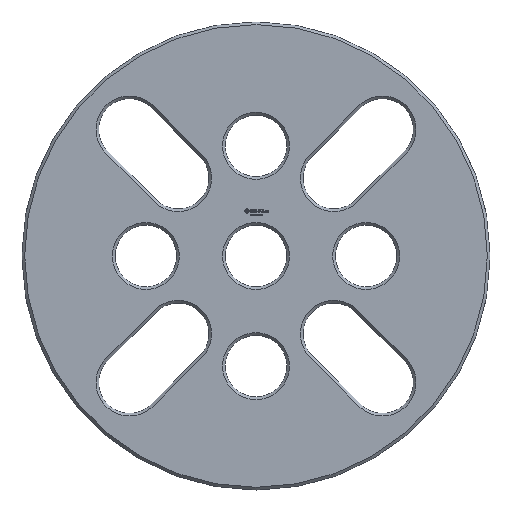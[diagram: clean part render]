
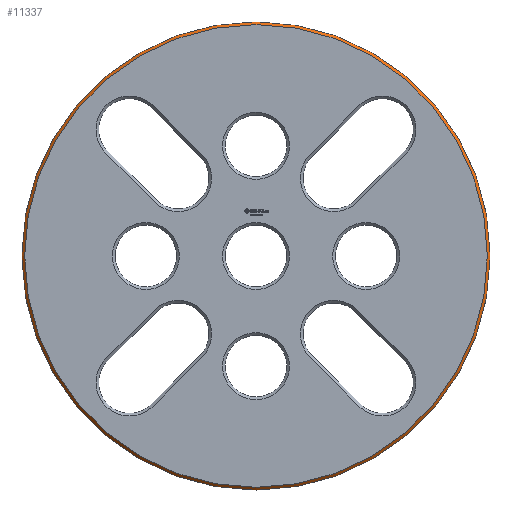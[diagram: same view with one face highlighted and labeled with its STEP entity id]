
A CAD part, top view. The second image highlights one B-rep face of the part: STEP entity #11337.
In plain terms, the highlighted conical face has half-angle 45 degrees and reference radius 26.562 mm.
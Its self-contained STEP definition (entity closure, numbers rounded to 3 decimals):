
#21 = EDGE_CURVE('',#22,#22,#24,.T.);
#22 = VERTEX_POINT('',#23);
#23 = CARTESIAN_POINT('',(26.263,0.,3.125));
#24 = SURFACE_CURVE('',#25,(#30,#42),.PCURVE_S1.);
#25 = CIRCLE('',#26,26.263);
#26 = AXIS2_PLACEMENT_3D('',#27,#28,#29);
#27 = CARTESIAN_POINT('',(0.,0.,3.125));
#28 = DIRECTION('',(0.,0.,-1.));
#29 = DIRECTION('',(1.,0.,0.));
#30 = PCURVE('',#31,#36);
#31 = PLANE('',#32);
#32 = AXIS2_PLACEMENT_3D('',#33,#34,#35);
#33 = CARTESIAN_POINT('',(0.,0.,3.125));
#34 = DIRECTION('',(0.,0.,-1.));
#35 = DIRECTION('',(1.,0.,0.));
#36 = DEFINITIONAL_REPRESENTATION('',(#37),#41);
#37 = CIRCLE('',#38,26.263);
#38 = AXIS2_PLACEMENT_2D('',#39,#40);
#39 = CARTESIAN_POINT('',(0.,0.));
#40 = DIRECTION('',(1.,0.));
#41 = ( GEOMETRIC_REPRESENTATION_CONTEXT(2) 
PARAMETRIC_REPRESENTATION_CONTEXT() REPRESENTATION_CONTEXT('2D SPACE',''
  ) );
#42 = PCURVE('',#43,#48);
#43 = CONICAL_SURFACE('',#44,26.563,0.785);
#44 = AXIS2_PLACEMENT_3D('',#45,#46,#47);
#45 = CARTESIAN_POINT('',(0.,0.,2.825));
#46 = DIRECTION('',(0.,0.,-1.));
#47 = DIRECTION('',(1.,0.,0.));
#48 = DEFINITIONAL_REPRESENTATION('',(#49),#53);
#49 = LINE('',#50,#51);
#50 = CARTESIAN_POINT('',(0.,-0.3));
#51 = VECTOR('',#52,1.);
#52 = DIRECTION('',(1.,-0.));
#53 = ( GEOMETRIC_REPRESENTATION_CONTEXT(2) 
PARAMETRIC_REPRESENTATION_CONTEXT() REPRESENTATION_CONTEXT('2D SPACE',''
  ) );
#11337 = ADVANCED_FACE('',(#11338),#43,.T.);
#11338 = FACE_BOUND('',#11339,.F.);
#11339 = EDGE_LOOP('',(#11340,#11369,#11390,#11391));
#11340 = ORIENTED_EDGE('',*,*,#11341,.T.);
#11341 = EDGE_CURVE('',#11342,#11342,#11344,.T.);
#11342 = VERTEX_POINT('',#11343);
#11343 = CARTESIAN_POINT('',(26.563,0.,2.825));
#11344 = SURFACE_CURVE('',#11345,(#11350,#11357),.PCURVE_S1.);
#11345 = CIRCLE('',#11346,26.563);
#11346 = AXIS2_PLACEMENT_3D('',#11347,#11348,#11349);
#11347 = CARTESIAN_POINT('',(0.,0.,2.825));
#11348 = DIRECTION('',(0.,0.,-1.));
#11349 = DIRECTION('',(1.,0.,0.));
#11350 = PCURVE('',#43,#11351);
#11351 = DEFINITIONAL_REPRESENTATION('',(#11352),#11356);
#11352 = LINE('',#11353,#11354);
#11353 = CARTESIAN_POINT('',(0.,-0.));
#11354 = VECTOR('',#11355,1.);
#11355 = DIRECTION('',(1.,-0.));
#11356 = ( GEOMETRIC_REPRESENTATION_CONTEXT(2) 
PARAMETRIC_REPRESENTATION_CONTEXT() REPRESENTATION_CONTEXT('2D SPACE',''
  ) );
#11357 = PCURVE('',#11358,#11363);
#11358 = CYLINDRICAL_SURFACE('',#11359,26.563);
#11359 = AXIS2_PLACEMENT_3D('',#11360,#11361,#11362);
#11360 = CARTESIAN_POINT('',(0.,0.,2.325));
#11361 = DIRECTION('',(0.,0.,1.));
#11362 = DIRECTION('',(1.,0.,0.));
#11363 = DEFINITIONAL_REPRESENTATION('',(#11364),#11368);
#11364 = LINE('',#11365,#11366);
#11365 = CARTESIAN_POINT('',(-0.,0.5));
#11366 = VECTOR('',#11367,1.);
#11367 = DIRECTION('',(-1.,0.));
#11368 = ( GEOMETRIC_REPRESENTATION_CONTEXT(2) 
PARAMETRIC_REPRESENTATION_CONTEXT() REPRESENTATION_CONTEXT('2D SPACE',''
  ) );
#11369 = ORIENTED_EDGE('',*,*,#11370,.T.);
#11370 = EDGE_CURVE('',#11342,#22,#11371,.T.);
#11371 = SEAM_CURVE('',#11372,(#11376,#11383),.PCURVE_S1.);
#11372 = LINE('',#11373,#11374);
#11373 = CARTESIAN_POINT('',(26.563,0.,2.825));
#11374 = VECTOR('',#11375,1.);
#11375 = DIRECTION('',(-0.707,0.,
    0.707));
#11376 = PCURVE('',#43,#11377);
#11377 = DEFINITIONAL_REPRESENTATION('',(#11378),#11382);
#11378 = LINE('',#11379,#11380);
#11379 = CARTESIAN_POINT('',(0.,-0.));
#11380 = VECTOR('',#11381,1.);
#11381 = DIRECTION('',(0.,-1.));
#11382 = ( GEOMETRIC_REPRESENTATION_CONTEXT(2) 
PARAMETRIC_REPRESENTATION_CONTEXT() REPRESENTATION_CONTEXT('2D SPACE',''
  ) );
#11383 = PCURVE('',#43,#11384);
#11384 = DEFINITIONAL_REPRESENTATION('',(#11385),#11389);
#11385 = LINE('',#11386,#11387);
#11386 = CARTESIAN_POINT('',(6.283,-0.));
#11387 = VECTOR('',#11388,1.);
#11388 = DIRECTION('',(0.,-1.));
#11389 = ( GEOMETRIC_REPRESENTATION_CONTEXT(2) 
PARAMETRIC_REPRESENTATION_CONTEXT() REPRESENTATION_CONTEXT('2D SPACE',''
  ) );
#11390 = ORIENTED_EDGE('',*,*,#21,.F.);
#11391 = ORIENTED_EDGE('',*,*,#11370,.F.);
